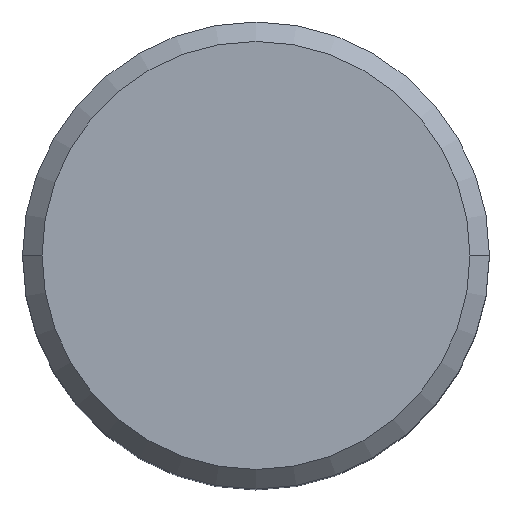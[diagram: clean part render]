
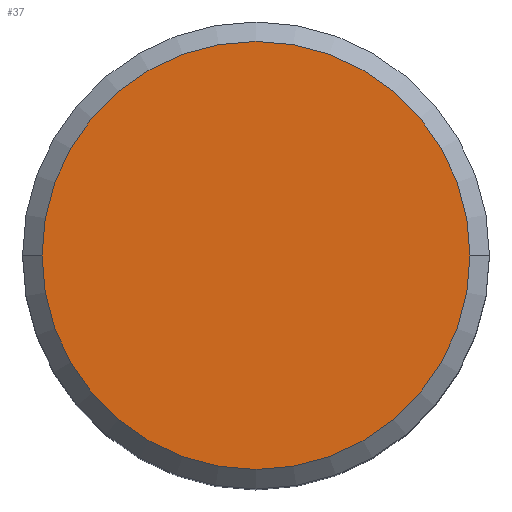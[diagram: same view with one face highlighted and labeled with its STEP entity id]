
A CAD part, top view. The second image highlights one B-rep face of the part: STEP entity #37.
In plain terms, the highlighted planar face has unit normal (0, 0, 1).
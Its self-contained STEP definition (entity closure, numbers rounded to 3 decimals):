
#37 = ADVANCED_FACE ( 'NONE', ( #259 ), #284, .T. ) ;
#68 = EDGE_CURVE ( 'NONE', #96, #95, #234, .T. ) ;
#69 = EDGE_LOOP ( 'NONE', ( #141, #140 ) ) ;
#95 = VERTEX_POINT ( 'NONE', #479 ) ;
#96 = VERTEX_POINT ( 'NONE', #478 ) ;
#112 = EDGE_CURVE ( 'NONE', #95, #96, #464, .T. ) ;
#140 = ORIENTED_EDGE ( 'NONE', *, *, #112, .T. ) ;
#141 = ORIENTED_EDGE ( 'NONE', *, *, #68, .T. ) ;
#230 = DIRECTION ( 'NONE',  ( 1., 0., 0. ) ) ;
#231 = DIRECTION ( 'NONE',  ( 0., 0., 1. ) ) ;
#232 = CARTESIAN_POINT ( 'NONE',  ( 0., 0., 0. ) ) ;
#233 = AXIS2_PLACEMENT_3D ( 'NONE', #232, #231, #230 ) ;
#234 = CIRCLE ( 'NONE', #233, 5.5 ) ;
#259 = FACE_OUTER_BOUND ( 'NONE', #69, .T. ) ;
#280 = DIRECTION ( 'NONE',  ( 1., 0., 0. ) ) ;
#281 = DIRECTION ( 'NONE',  ( 0., 0., 1. ) ) ;
#282 = CARTESIAN_POINT ( 'NONE',  ( 0., 0., 0. ) ) ;
#283 = AXIS2_PLACEMENT_3D ( 'NONE', #282, #281, #280 ) ;
#284 = PLANE ( 'NONE',  #283 ) ;
#460 = DIRECTION ( 'NONE',  ( 1., 0., 0. ) ) ;
#461 = DIRECTION ( 'NONE',  ( 0., 0., 1. ) ) ;
#462 = CARTESIAN_POINT ( 'NONE',  ( 0., 0., 0. ) ) ;
#463 = AXIS2_PLACEMENT_3D ( 'NONE', #462, #461, #460 ) ;
#464 = CIRCLE ( 'NONE', #463, 5.5 ) ;
#478 = CARTESIAN_POINT ( 'NONE',  ( -5.5, 0., 0. ) ) ;
#479 = CARTESIAN_POINT ( 'NONE',  ( 5.5, 0., 0. ) ) ;
